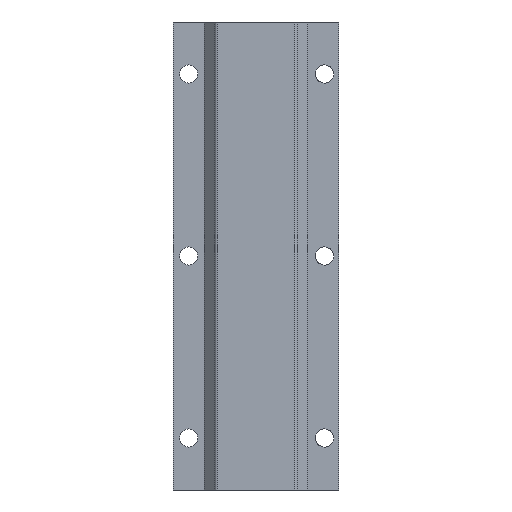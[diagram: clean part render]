
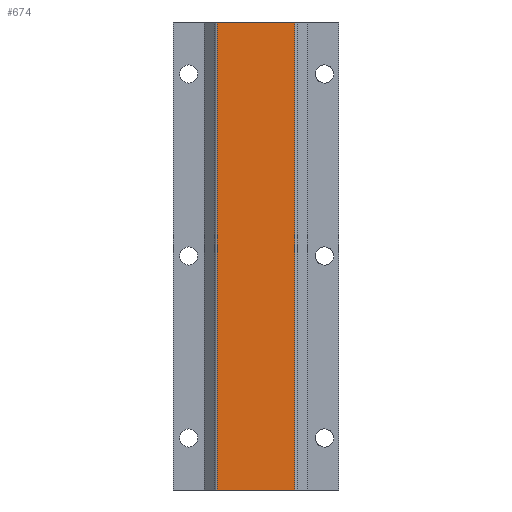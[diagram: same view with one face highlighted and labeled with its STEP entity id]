
A CAD part, left-side view. The second image highlights one B-rep face of the part: STEP entity #674.
In plain terms, the highlighted planar face has unit normal (-1, 0, 0).
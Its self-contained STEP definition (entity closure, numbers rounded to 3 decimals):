
#45 = DIRECTION ( 'NONE',  ( 0., 0., -1. ) ) ;
#50 = CARTESIAN_POINT ( 'NONE',  ( 28.392, 20.643, 90. ) ) ;
#277 = DIRECTION ( 'NONE',  ( 0., 1., 0. ) ) ;
#291 = ORIENTED_EDGE ( 'NONE', *, *, #494, .T. ) ;
#387 = LINE ( 'NONE', #614, #1306 ) ;
#393 = DIRECTION ( 'NONE',  ( 0., 0., -1. ) ) ;
#398 = VERTEX_POINT ( 'NONE', #1350 ) ;
#438 = FACE_OUTER_BOUND ( 'NONE', #827, .T. ) ;
#440 = ORIENTED_EDGE ( 'NONE', *, *, #1061, .T. ) ;
#470 = CARTESIAN_POINT ( 'NONE',  ( 28.392, 20.643, 0. ) ) ;
#486 = VECTOR ( 'NONE', #45, 1000. ) ;
#487 = LINE ( 'NONE', #495, #1310 ) ;
#494 = EDGE_CURVE ( 'NONE', #398, #1221, #487, .T. ) ;
#495 = CARTESIAN_POINT ( 'NONE',  ( 28.392, 0., 90. ) ) ;
#614 = CARTESIAN_POINT ( 'NONE',  ( 28.392, 20.643, 90. ) ) ;
#647 = ORIENTED_EDGE ( 'NONE', *, *, #1182, .F. ) ;
#674 = ADVANCED_FACE ( 'NONE', ( #438 ), #1077, .T. ) ;
#727 = DIRECTION ( 'NONE',  ( 0., 1., 0. ) ) ;
#759 = VERTEX_POINT ( 'NONE', #1291 ) ;
#771 = DIRECTION ( 'NONE',  ( -1., 0., 0. ) ) ;
#827 = EDGE_LOOP ( 'NONE', ( #647, #1112, #291, #440 ) ) ;
#915 = CARTESIAN_POINT ( 'NONE',  ( 28.392, 5.746, 90. ) ) ;
#931 = AXIS2_PLACEMENT_3D ( 'NONE', #1316, #771, #1211 ) ;
#1038 = EDGE_CURVE ( 'NONE', #398, #759, #1162, .T. ) ;
#1060 = VECTOR ( 'NONE', #727, 1000. ) ;
#1061 = EDGE_CURVE ( 'NONE', #1221, #1305, #387, .T. ) ;
#1063 = CARTESIAN_POINT ( 'NONE',  ( 28.392, 0., 0. ) ) ;
#1077 = PLANE ( 'NONE',  #931 ) ;
#1112 = ORIENTED_EDGE ( 'NONE', *, *, #1038, .F. ) ;
#1162 = LINE ( 'NONE', #915, #486 ) ;
#1182 = EDGE_CURVE ( 'NONE', #759, #1305, #1384, .T. ) ;
#1211 = DIRECTION ( 'NONE',  ( 0., -1., 0. ) ) ;
#1221 = VERTEX_POINT ( 'NONE', #50 ) ;
#1291 = CARTESIAN_POINT ( 'NONE',  ( 28.392, 5.746, 0. ) ) ;
#1305 = VERTEX_POINT ( 'NONE', #470 ) ;
#1306 = VECTOR ( 'NONE', #393, 1000. ) ;
#1310 = VECTOR ( 'NONE', #277, 1000. ) ;
#1316 = CARTESIAN_POINT ( 'NONE',  ( 28.392, 0., 90. ) ) ;
#1350 = CARTESIAN_POINT ( 'NONE',  ( 28.392, 5.746, 90. ) ) ;
#1384 = LINE ( 'NONE', #1063, #1060 ) ;
